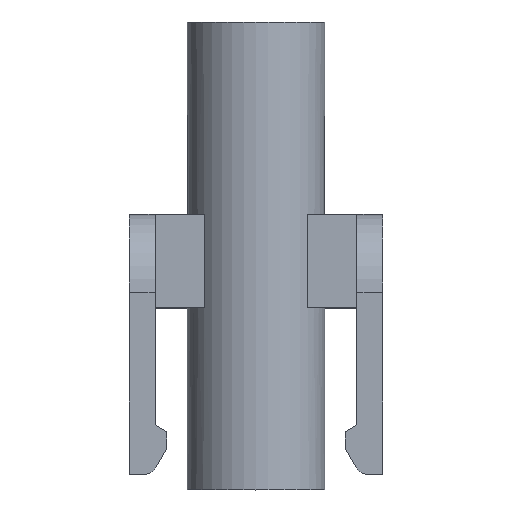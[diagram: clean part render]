
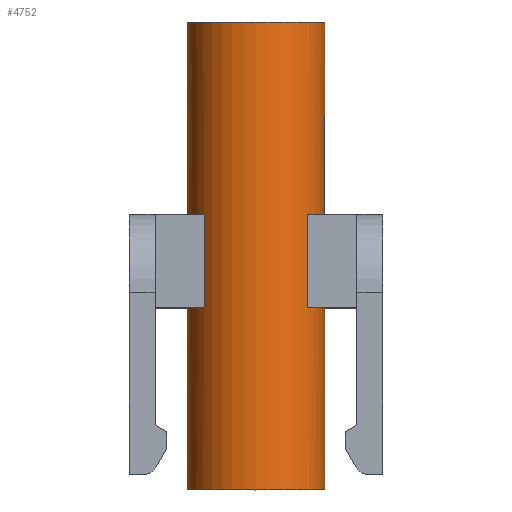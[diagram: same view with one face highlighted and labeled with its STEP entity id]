
A CAD part, left-side view. The second image highlights one B-rep face of the part: STEP entity #4752.
In plain terms, the highlighted cylindrical face has radius 2.65 mm (diameter 5.3 mm), a full revolution.
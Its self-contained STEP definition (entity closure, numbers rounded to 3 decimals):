
#3884=CYLINDRICAL_SURFACE('',#15619,2.65);
#4752=ADVANCED_FACE('',(#5553,#5554,#5555),#3884,.T.);
#5553=FACE_BOUND('',#5929,.T.);
#5554=FACE_BOUND('',#5930,.T.);
#5555=FACE_BOUND('',#5931,.T.);
#5929=EDGE_LOOP('',(#7493));
#5930=EDGE_LOOP('',(#7494));
#5931=EDGE_LOOP('',(#7495,#7496,#7497,#7498,#7499,#7500,#7501,#7502,#7503,
#7504,#7505,#7506,#7507,#7508,#7509,#7510,#7511,#7512));
#7493=ORIENTED_EDGE('',*,*,#11099,.T.);
#7494=ORIENTED_EDGE('',*,*,#10542,.F.);
#7495=ORIENTED_EDGE('',*,*,#11098,.F.);
#7496=ORIENTED_EDGE('',*,*,#11056,.T.);
#7497=ORIENTED_EDGE('',*,*,#11054,.T.);
#7498=ORIENTED_EDGE('',*,*,#11046,.F.);
#7499=ORIENTED_EDGE('',*,*,#11049,.T.);
#7500=ORIENTED_EDGE('',*,*,#11061,.T.);
#7501=ORIENTED_EDGE('',*,*,#11062,.T.);
#7502=ORIENTED_EDGE('',*,*,#11068,.F.);
#7503=ORIENTED_EDGE('',*,*,#11067,.F.);
#7504=ORIENTED_EDGE('',*,*,#11070,.T.);
#7505=ORIENTED_EDGE('',*,*,#11085,.T.);
#7506=ORIENTED_EDGE('',*,*,#11076,.T.);
#7507=ORIENTED_EDGE('',*,*,#11079,.F.);
#7508=ORIENTED_EDGE('',*,*,#11084,.T.);
#7509=ORIENTED_EDGE('',*,*,#11088,.T.);
#7510=ORIENTED_EDGE('',*,*,#11091,.F.);
#7511=ORIENTED_EDGE('',*,*,#11096,.F.);
#7512=ORIENTED_EDGE('',*,*,#11095,.F.);
#9500=VERTEX_POINT('',#20234);
#9861=VERTEX_POINT('',#21270);
#9865=VERTEX_POINT('',#21277);
#9867=VERTEX_POINT('',#21283);
#9870=VERTEX_POINT('',#21295);
#9871=VERTEX_POINT('',#21299);
#9874=VERTEX_POINT('',#21306);
#9875=VERTEX_POINT('',#21310);
#9877=VERTEX_POINT('',#21318);
#9878=VERTEX_POINT('',#21320);
#9879=VERTEX_POINT('',#21324);
#9884=VERTEX_POINT('',#21337);
#9885=VERTEX_POINT('',#21339);
#9887=VERTEX_POINT('',#21344);
#9889=VERTEX_POINT('',#21353);
#9891=VERTEX_POINT('',#21360);
#9893=VERTEX_POINT('',#21366);
#9895=VERTEX_POINT('',#21374);
#9896=VERTEX_POINT('',#21376);
#9897=VERTEX_POINT('',#21384);
#10542=EDGE_CURVE('',#9500,#9500,#12065,.T.);
#11046=EDGE_CURVE('',#9865,#9861,#12188,.T.);
#11049=EDGE_CURVE('',#9865,#9867,#13373,.T.);
#11054=EDGE_CURVE('',#9870,#9861,#13378,.T.);
#11056=EDGE_CURVE('',#9871,#9870,#12189,.T.);
#11061=EDGE_CURVE('',#9867,#9874,#12190,.T.);
#11062=EDGE_CURVE('',#9874,#9875,#13384,.T.);
#11067=EDGE_CURVE('',#9877,#9878,#12191,.T.);
#11068=EDGE_CURVE('',#9878,#9875,#12192,.T.);
#11070=EDGE_CURVE('',#9877,#9879,#13390,.T.);
#11076=EDGE_CURVE('',#9885,#9884,#13396,.T.);
#11079=EDGE_CURVE('',#9887,#9884,#12193,.T.);
#11084=EDGE_CURVE('',#9887,#9889,#13403,.T.);
#11085=EDGE_CURVE('',#9879,#9885,#12194,.T.);
#11088=EDGE_CURVE('',#9889,#9891,#12195,.T.);
#11091=EDGE_CURVE('',#9893,#9891,#13408,.T.);
#11095=EDGE_CURVE('',#9895,#9896,#12196,.T.);
#11096=EDGE_CURVE('',#9896,#9893,#12197,.T.);
#11098=EDGE_CURVE('',#9871,#9895,#13413,.T.);
#11099=EDGE_CURVE('',#9897,#9897,#12198,.T.);
#12065=CIRCLE('',#15241,2.65);
#12188=CIRCLE('',#15587,2.65);
#12189=CIRCLE('',#15593,2.65);
#12190=CIRCLE('',#15594,2.65);
#12191=CIRCLE('',#15598,2.65);
#12192=CIRCLE('',#15599,2.65);
#12193=CIRCLE('',#15604,2.65);
#12194=CIRCLE('',#15608,2.65);
#12195=CIRCLE('',#15609,2.65);
#12196=CIRCLE('',#15613,2.65);
#12197=CIRCLE('',#15614,2.65);
#12198=CIRCLE('',#15618,2.65);
#13373=LINE('',#21284,#14143);
#13378=LINE('',#21294,#14148);
#13384=LINE('',#21309,#14154);
#13390=LINE('',#21325,#14160);
#13396=LINE('',#21338,#14166);
#13403=LINE('',#21354,#14173);
#13408=LINE('',#21367,#14178);
#13413=LINE('',#21381,#14183);
#14143=VECTOR('',#17753,1.);
#14148=VECTOR('',#17764,1.);
#14154=VECTOR('',#17778,1.);
#14160=VECTOR('',#17794,1.);
#14166=VECTOR('',#17804,1.);
#14173=VECTOR('',#17819,1.);
#14178=VECTOR('',#17832,1.);
#14183=VECTOR('',#17849,1.);
#15241=AXIS2_PLACEMENT_3D('',#20233,#16722,#16723);
#15587=AXIS2_PLACEMENT_3D('',#21278,#17747,#17748);
#15593=AXIS2_PLACEMENT_3D('',#21298,#17768,#17769);
#15594=AXIS2_PLACEMENT_3D('',#21307,#17774,#17775);
#15598=AXIS2_PLACEMENT_3D('',#21319,#17787,#17788);
#15599=AXIS2_PLACEMENT_3D('',#21321,#17789,#17790);
#15604=AXIS2_PLACEMENT_3D('',#21345,#17809,#17810);
#15608=AXIS2_PLACEMENT_3D('',#21356,#17822,#17823);
#15609=AXIS2_PLACEMENT_3D('',#21361,#17826,#17827);
#15613=AXIS2_PLACEMENT_3D('',#21375,#17840,#17841);
#15614=AXIS2_PLACEMENT_3D('',#21377,#17842,#17843);
#15618=AXIS2_PLACEMENT_3D('',#21383,#17852,#17853);
#15619=AXIS2_PLACEMENT_3D('',#21385,#17854,#17855);
#16722=DIRECTION('',(0.,0.,-1.));
#16723=DIRECTION('',(1.,0.,0.));
#17747=DIRECTION('',(0.,0.,1.));
#17748=DIRECTION('',(0.561,0.828,0.));
#17753=DIRECTION('',(0.,0.,-1.));
#17764=DIRECTION('',(0.,0.,1.));
#17768=DIRECTION('',(0.,0.,-1.));
#17769=DIRECTION('',(-0.66,0.751,0.));
#17774=DIRECTION('',(0.,0.,-1.));
#17775=DIRECTION('',(0.561,0.828,0.));
#17778=DIRECTION('',(0.,0.,1.));
#17787=DIRECTION('',(0.,0.,1.));
#17788=DIRECTION('',(0.828,-0.561,0.));
#17789=DIRECTION('',(0.,0.,1.));
#17790=DIRECTION('',(1.,0.,0.));
#17794=DIRECTION('',(0.,0.,-1.));
#17804=DIRECTION('',(0.,0.,1.));
#17809=DIRECTION('',(0.,0.,1.));
#17810=DIRECTION('',(-0.283,-0.959,0.));
#17819=DIRECTION('',(0.,0.,-1.));
#17822=DIRECTION('',(0.,0.,-1.));
#17823=DIRECTION('',(0.828,-0.561,0.));
#17826=DIRECTION('',(0.,0.,-1.));
#17827=DIRECTION('',(-0.283,-0.959,0.));
#17832=DIRECTION('',(0.,0.,-1.));
#17840=DIRECTION('',(0.,0.,-1.));
#17841=DIRECTION('',(-0.66,0.751,0.));
#17842=DIRECTION('',(0.,0.,-1.));
#17843=DIRECTION('',(1.,0.,0.));
#17849=DIRECTION('',(0.,0.,1.));
#17852=DIRECTION('',(0.,0.,-1.));
#17853=DIRECTION('',(1.,0.,0.));
#17854=DIRECTION('',(0.,0.,-1.));
#17855=DIRECTION('',(1.,0.,0.));
#20233=CARTESIAN_POINT('',(-13.,0.,-7.));
#20234=CARTESIAN_POINT('',(-10.35,0.,-7.));
#21270=CARTESIAN_POINT('',(-13.75,2.542,2.6));
#21277=CARTESIAN_POINT('',(-11.513,2.194,2.6));
#21278=CARTESIAN_POINT('',(-13.,0.,2.6));
#21283=CARTESIAN_POINT('',(-11.513,2.194,0.));
#21284=CARTESIAN_POINT('',(-11.513,2.194,2.6));
#21294=CARTESIAN_POINT('',(-13.75,2.542,0.));
#21295=CARTESIAN_POINT('',(-13.75,2.542,0.));
#21298=CARTESIAN_POINT('',(-13.,0.,0.));
#21299=CARTESIAN_POINT('',(-14.75,1.99,0.));
#21306=CARTESIAN_POINT('',(-10.806,1.487,0.));
#21307=CARTESIAN_POINT('',(-13.,0.,0.));
#21309=CARTESIAN_POINT('',(-10.806,1.487,0.));
#21310=CARTESIAN_POINT('',(-10.806,1.487,2.6));
#21318=CARTESIAN_POINT('',(-10.806,-1.487,2.6));
#21319=CARTESIAN_POINT('',(-13.,0.,2.6));
#21320=CARTESIAN_POINT('',(-10.35,0.,2.6));
#21321=CARTESIAN_POINT('',(-13.,0.,2.6));
#21324=CARTESIAN_POINT('',(-10.806,-1.487,0.));
#21325=CARTESIAN_POINT('',(-10.806,-1.487,2.6));
#21337=CARTESIAN_POINT('',(-11.513,-2.194,2.6));
#21338=CARTESIAN_POINT('',(-11.513,-2.194,0.));
#21339=CARTESIAN_POINT('',(-11.513,-2.194,0.));
#21344=CARTESIAN_POINT('',(-13.75,-2.542,2.6));
#21345=CARTESIAN_POINT('',(-13.,0.,2.6));
#21353=CARTESIAN_POINT('',(-13.75,-2.542,0.));
#21354=CARTESIAN_POINT('',(-13.75,-2.542,2.6));
#21356=CARTESIAN_POINT('',(-13.,0.,0.));
#21360=CARTESIAN_POINT('',(-14.75,-1.99,0.));
#21361=CARTESIAN_POINT('',(-13.,0.,0.));
#21366=CARTESIAN_POINT('',(-14.75,-1.99,3.6));
#21367=CARTESIAN_POINT('',(-14.75,-1.99,3.6));
#21374=CARTESIAN_POINT('',(-14.75,1.99,3.6));
#21375=CARTESIAN_POINT('',(-13.,0.,3.6));
#21376=CARTESIAN_POINT('',(-10.35,0.,3.6));
#21377=CARTESIAN_POINT('',(-13.,0.,3.6));
#21381=CARTESIAN_POINT('',(-14.75,1.99,0.));
#21383=CARTESIAN_POINT('',(-13.,0.,11.));
#21384=CARTESIAN_POINT('',(-10.35,0.,11.));
#21385=CARTESIAN_POINT('',(-13.,0.,11.));
